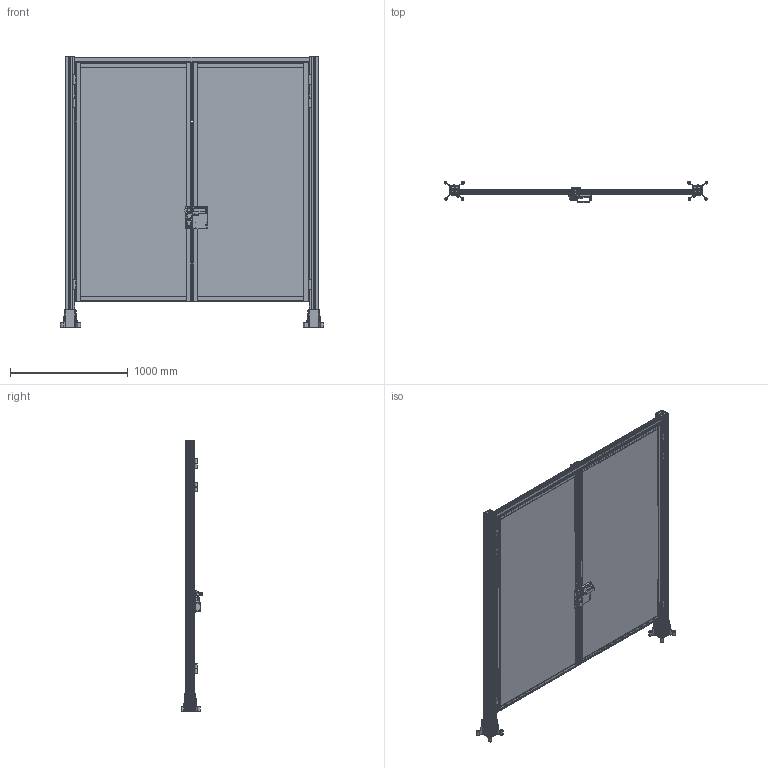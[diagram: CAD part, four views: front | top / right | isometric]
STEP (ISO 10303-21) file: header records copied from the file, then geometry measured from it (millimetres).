
FILE_DESCRIPTION(/* description */ ('Bezeichnung'),/* implementation_level */ '2;1');
FILE_NAME(/* name */ 'SZ8121N.stp',/* time_stamp */ '2015-11-17T09:48:28+01:00',/* author */ ('Marina Kaa'),/* organization */ (''),/* preprocessor_version */ 'ST-DEVELOPER v15.6',/* originating_system */ 'Autodesk Inventor 2015',/* authorisation */ 'Stückzahl');
FILE_SCHEMA (('AUTOMOTIVE_DESIGN { 1 0 10303 214 3 1 1 }'));
Products named in the file (1): SZ8121_K
Bounding box: 2244.04 x 184.64 x 2304 mm (x, y, z)
Volume: 31510374.4 mm3; surface area: 22450119.9 mm2
Topology: 14 solids, 51 shells, 6770 faces, 20068 edges, 13105 vertices
Faces by surface type: plane 2917, cylinder 2269, bspline 1160, cone 292, sphere 72, torus 60
Full cylindrical faces by diameter (mm): 2.5 x4, 3 x4, 3.8 x4, 4.134 x4, 4.2 x14, 4.917 x11, 5 x4, 5.1 x10, 5.8 x4, 6 x7, 6.4 x1, 6.6 x10, 6.647 x5, 6.65 x20, 6.8 x9, 7.8 x10, 7.9 x10, 8 x13, 8.2 x8, 8.5 x6, 9 x12, 9.8 x1, 10 x6, 11 x6, 11.8 x10, 12 x34, 13 x10, 14 x2, 20 x6
Entity records: 263414 total; most frequent: CARTESIAN_POINT 83517, ORIENTED_EDGE 38478, DIRECTION 32451, EDGE_CURVE 19233, VERTEX_POINT 12782, AXIS2_PLACEMENT_3D 10857, LINE 10737, VECTOR 10737
